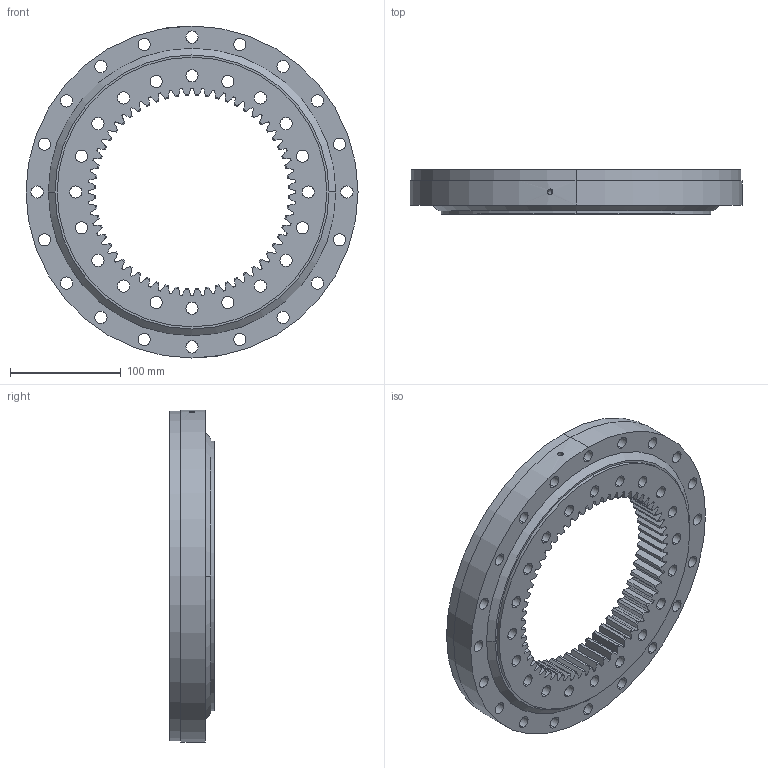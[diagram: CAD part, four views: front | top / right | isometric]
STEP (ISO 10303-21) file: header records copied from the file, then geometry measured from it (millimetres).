
FILE_DESCRIPTION (( 'STEP AP203' ), '1' );
FILE_NAME ('02-0245-00.STEP', '2017-12-26T12:15:01', ( 'defontaine' ), ( 'Hewlett-Packard Company' ), 'SwSTEP 2.0', 'SolidWorks 2016', '' );
FILE_SCHEMA (( 'CONFIG_CONTROL_DESIGN' ));
Length unit declared in the file: millimetre
Products named in the file (1): 02-0245-00
Bounding box: 300 x 40 x 300 mm (x, y, z)
Volume: 1206201.5 mm3; surface area: 309398.1 mm2
Topology: 5 solids, 5 shells, 502 faces, 1450 edges, 961 vertices
Faces by surface type: cylinder 221, plane 133, cone 128, torus 18, sphere 2
Entity records: 17406 total; most frequent: CARTESIAN_POINT 3866, ORIENTED_EDGE 2890, DIRECTION 2811, EDGE_CURVE 1445, AXIS2_PLACEMENT_3D 1111, VERTEX_POINT 958, CIRCLE 608, EDGE_LOOP 599
